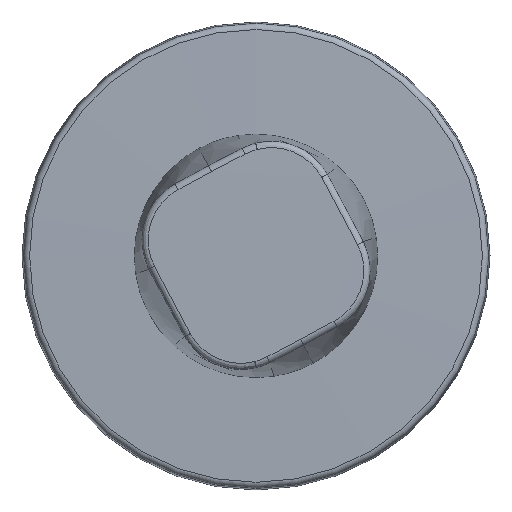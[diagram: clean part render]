
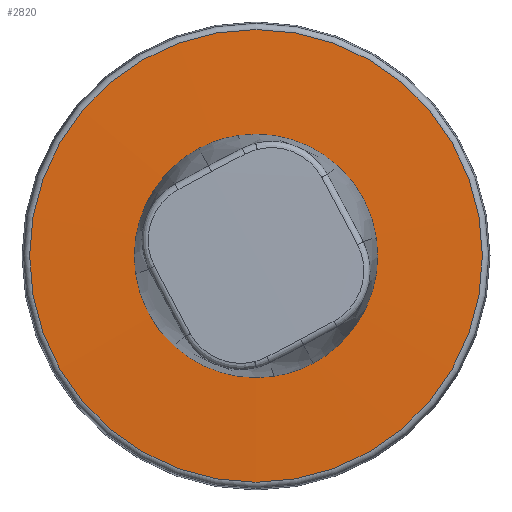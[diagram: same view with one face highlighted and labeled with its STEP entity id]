
A CAD part, top view. The second image highlights one B-rep face of the part: STEP entity #2820.
In plain terms, the highlighted spherical face has radius 1315.67 mm.
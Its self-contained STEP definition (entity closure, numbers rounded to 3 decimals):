
#5 = AXIS2_PLACEMENT_3D ( 'NONE', #1270, #1025, #743 ) ;
#153 = CARTESIAN_POINT ( 'NONE',  ( -0.037, -0.182, -1307.171 ) ) ;
#280 = AXIS2_PLACEMENT_3D ( 'NONE', #1791, #1774, #1762 ) ;
#440 = DIRECTION ( 'NONE',  ( 0.479, -0.878, 0. ) ) ;
#566 = VERTEX_POINT ( 'NONE', #2507 ) ;
#600 = VERTEX_POINT ( 'NONE', #1983 ) ;
#743 = DIRECTION ( 'NONE',  ( -1., 0., 0. ) ) ;
#911 = AXIS2_PLACEMENT_3D ( 'NONE', #153, #1515, #440 ) ;
#1025 = DIRECTION ( 'NONE',  ( 0., 0., 1. ) ) ;
#1224 = SPHERICAL_SURFACE ( 'NONE', #911, 1315.671 ) ;
#1230 = FACE_OUTER_BOUND ( 'NONE', #1868, .T. ) ;
#1270 = CARTESIAN_POINT ( 'NONE',  ( -0.037, -0.182, 8.381 ) ) ;
#1348 = FACE_OUTER_BOUND ( 'NONE', #2036, .T. ) ;
#1515 = DIRECTION ( 'NONE',  ( 0.878, 0.479, 0. ) ) ;
#1660 = CIRCLE ( 'NONE', #280, 36.283 ) ;
#1732 = CIRCLE ( 'NONE', #5, 17.672 ) ;
#1762 = DIRECTION ( 'NONE',  ( 1., 0., 0. ) ) ;
#1774 = DIRECTION ( 'NONE',  ( 0., 0., 1. ) ) ;
#1791 = CARTESIAN_POINT ( 'NONE',  ( -0.037, -0.182, 8. ) ) ;
#1868 = EDGE_LOOP ( 'NONE', ( #3175 ) ) ;
#1983 = CARTESIAN_POINT ( 'NONE',  ( -17.709, -0.182, 8.381 ) ) ;
#2036 = EDGE_LOOP ( 'NONE', ( #3170 ) ) ;
#2439 = EDGE_CURVE ( 'NONE', #600, #600, #1732, .T. ) ;
#2507 = CARTESIAN_POINT ( 'NONE',  ( 36.246, -0.182, 8. ) ) ;
#2618 = EDGE_CURVE ( 'NONE', #566, #566, #1660, .T. ) ;
#2820 = ADVANCED_FACE ( 'NONE', ( #1348, #1230 ), #1224, .T. ) ;
#3170 = ORIENTED_EDGE ( 'NONE', *, *, #2618, .T. ) ;
#3175 = ORIENTED_EDGE ( 'NONE', *, *, #2439, .F. ) ;
